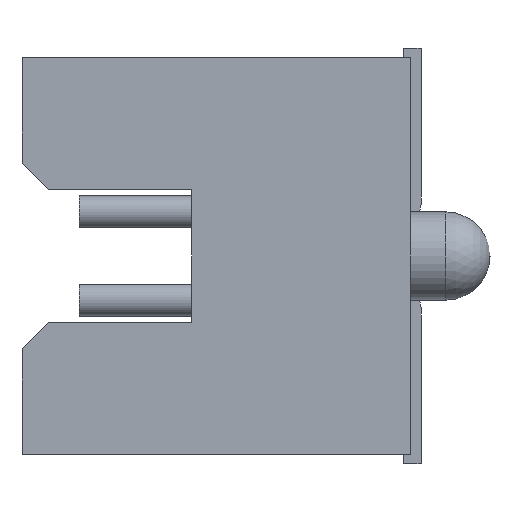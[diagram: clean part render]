
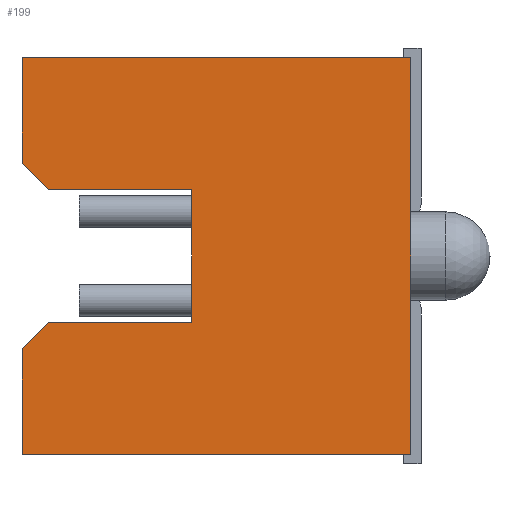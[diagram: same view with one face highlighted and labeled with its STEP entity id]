
A CAD part, left-side view. The second image highlights one B-rep face of the part: STEP entity #199.
In plain terms, the highlighted planar face has unit normal (-1, 0, 0).
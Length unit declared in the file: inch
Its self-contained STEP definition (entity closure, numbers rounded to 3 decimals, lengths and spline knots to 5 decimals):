
#199 = ADVANCED_FACE( '', ( #491 ), #492, .F. );
#491 = FACE_OUTER_BOUND( '', #1052, .T. );
#492 = PLANE( '', #1053 );
#1052 = EDGE_LOOP( '', ( #1789, #1790, #1791, #1792, #1793, #1794, #1795, #1796, #1797, #1798, #1799 ) );
#1053 = AXIS2_PLACEMENT_3D( '', #1800, #1801, #1802 );
#1789 = ORIENTED_EDGE( '', *, *, #3761, .T. );
#1790 = ORIENTED_EDGE( '', *, *, #3745, .T. );
#1791 = ORIENTED_EDGE( '', *, *, #3699, .F. );
#1792 = ORIENTED_EDGE( '', *, *, #3750, .F. );
#1793 = ORIENTED_EDGE( '', *, *, #3762, .T. );
#1794 = ORIENTED_EDGE( '', *, *, #3735, .F. );
#1795 = ORIENTED_EDGE( '', *, *, #3695, .T. );
#1796 = ORIENTED_EDGE( '', *, *, #3674, .T. );
#1797 = ORIENTED_EDGE( '', *, *, #3691, .T. );
#1798 = ORIENTED_EDGE( '', *, *, #3763, .F. );
#1799 = ORIENTED_EDGE( '', *, *, #3742, .F. );
#1800 = CARTESIAN_POINT( '', ( -0.3125, 0.22, -0.1125 ) );
#1801 = DIRECTION( '', ( 1., 0., 0. ) );
#1802 = DIRECTION( '', ( 0., 0., -1. ) );
#3674 = EDGE_CURVE( '', #4355, #4331, #4356, .T. );
#3691 = EDGE_CURVE( '', #4331, #4383, #4385, .T. );
#3695 = EDGE_CURVE( '', #4391, #4355, #4392, .T. );
#3699 = EDGE_CURVE( '', #4397, #4399, #4400, .T. );
#3735 = EDGE_CURVE( '', #4391, #4459, #4460, .T. );
#3742 = EDGE_CURVE( '', #4470, #4472, #4473, .T. );
#3745 = EDGE_CURVE( '', #4477, #4399, #4478, .T. );
#3750 = EDGE_CURVE( '', #4483, #4397, #4485, .T. );
#3761 = EDGE_CURVE( '', #4470, #4477, #4497, .T. );
#3762 = EDGE_CURVE( '', #4483, #4459, #4498, .T. );
#3763 = EDGE_CURVE( '', #4472, #4383, #4499, .T. );
#4331 = VERTEX_POINT( '', #5453 );
#4355 = VERTEX_POINT( '', #5486 );
#4356 = LINE( '', #5487, #5488 );
#4383 = VERTEX_POINT( '', #5529 );
#4385 = LINE( '', #5532, #5533 );
#4391 = VERTEX_POINT( '', #5542 );
#4392 = LINE( '', #5543, #5544 );
#4397 = VERTEX_POINT( '', #5551 );
#4399 = VERTEX_POINT( '', #5554 );
#4400 = LINE( '', #5555, #5556 );
#4459 = VERTEX_POINT( '', #5650 );
#4460 = LINE( '', #5651, #5652 );
#4470 = VERTEX_POINT( '', #5667 );
#4472 = VERTEX_POINT( '', #5670 );
#4473 = LINE( '', #5671, #5672 );
#4477 = VERTEX_POINT( '', #5678 );
#4478 = LINE( '', #5679, #5680 );
#4483 = VERTEX_POINT( '', #5688 );
#4485 = LINE( '', #5691, #5692 );
#4497 = LINE( '', #5714, #5715 );
#4498 = LINE( '', #5716, #5717 );
#4499 = LINE( '', #5718, #5719 );
#5453 = CARTESIAN_POINT( '', ( -0.3125, 0., 0. ) );
#5486 = CARTESIAN_POINT( '', ( -0.3125, 0., -0.1125 ) );
#5487 = CARTESIAN_POINT( '', ( -0.3125, 0., -0.1125 ) );
#5488 = VECTOR( '', #7135, 39.37008 );
#5529 = CARTESIAN_POINT( '', ( -0.3125, 0., 0.1125 ) );
#5532 = CARTESIAN_POINT( '', ( -0.3125, 0., -0.1125 ) );
#5533 = VECTOR( '', #7154, 39.37008 );
#5542 = CARTESIAN_POINT( '', ( -0.3125, 0.22, -0.1125 ) );
#5543 = CARTESIAN_POINT( '', ( -0.3125, 0.22, -0.1125 ) );
#5544 = VECTOR( '', #7158, 39.37008 );
#5551 = CARTESIAN_POINT( '', ( -0.3125, 0.124, -0.0375 ) );
#5554 = CARTESIAN_POINT( '', ( -0.3125, 0.124, 0.0375 ) );
#5555 = CARTESIAN_POINT( '', ( -0.3125, 0.124, -0.0375 ) );
#5556 = VECTOR( '', #7162, 39.37008 );
#5650 = CARTESIAN_POINT( '', ( -0.3125, 0.22, -0.0525 ) );
#5651 = CARTESIAN_POINT( '', ( -0.3125, 0.22, -0.1125 ) );
#5652 = VECTOR( '', #7198, 39.37008 );
#5667 = CARTESIAN_POINT( '', ( -0.3125, 0.22, 0.0525 ) );
#5670 = CARTESIAN_POINT( '', ( -0.3125, 0.22, 0.1125 ) );
#5671 = CARTESIAN_POINT( '', ( -0.3125, 0.22, -0.1125 ) );
#5672 = VECTOR( '', #7205, 39.37008 );
#5678 = CARTESIAN_POINT( '', ( -0.3125, 0.205, 0.0375 ) );
#5679 = CARTESIAN_POINT( '', ( -0.3125, 0.316, 0.0375 ) );
#5680 = VECTOR( '', #7208, 39.37008 );
#5688 = CARTESIAN_POINT( '', ( -0.3125, 0.205, -0.0375 ) );
#5691 = CARTESIAN_POINT( '', ( -0.3125, 0.316, -0.0375 ) );
#5692 = VECTOR( '', #7213, 39.37008 );
#5714 = CARTESIAN_POINT( '', ( -0.3125, 0.22, 0.0525 ) );
#5715 = VECTOR( '', #7224, 39.37008 );
#5716 = CARTESIAN_POINT( '', ( -0.3125, 0.205, -0.0375 ) );
#5717 = VECTOR( '', #7225, 39.37008 );
#5718 = CARTESIAN_POINT( '', ( -0.3125, 0.22, 0.1125 ) );
#5719 = VECTOR( '', #7226, 39.37008 );
#7135 = DIRECTION( '', ( 0., 0., 1. ) );
#7154 = DIRECTION( '', ( 0., 0., 1. ) );
#7158 = DIRECTION( '', ( 0., -1., 0. ) );
#7162 = DIRECTION( '', ( 0., 0., 1. ) );
#7198 = DIRECTION( '', ( 0., 0., 1. ) );
#7205 = DIRECTION( '', ( 0., 0., 1. ) );
#7208 = DIRECTION( '', ( 0., -1., 0. ) );
#7213 = DIRECTION( '', ( 0., -1., 0. ) );
#7224 = DIRECTION( '', ( 0., -0.707, -0.707 ) );
#7225 = DIRECTION( '', ( 0., 0.707, -0.707 ) );
#7226 = DIRECTION( '', ( 0., -1., 0. ) );
